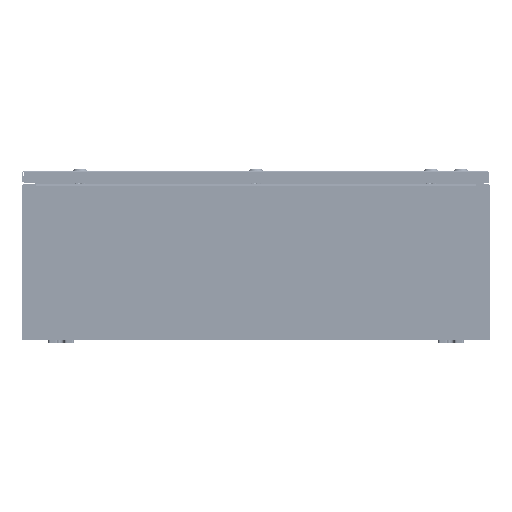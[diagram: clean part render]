
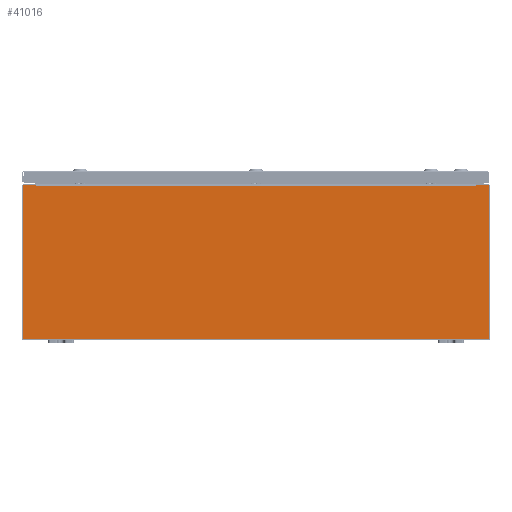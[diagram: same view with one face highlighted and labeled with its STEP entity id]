
A CAD part, front view. The second image highlights one B-rep face of the part: STEP entity #41016.
In plain terms, the highlighted face is planar.
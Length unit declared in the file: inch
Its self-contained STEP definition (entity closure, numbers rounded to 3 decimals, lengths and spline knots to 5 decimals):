
#624 = DIRECTION ( 'NONE',  ( 0., 1., 0. ) ) ;
#737 = VERTEX_POINT ( 'NONE', #47031 ) ;
#1641 = DIRECTION ( 'NONE',  ( 1., 0., 0. ) ) ;
#2054 = CIRCLE ( 'NONE', #35533, 0.01867 ) ;
#2844 = DIRECTION ( 'NONE',  ( 0., 0., -1. ) ) ;
#3303 = AXIS2_PLACEMENT_3D ( 'NONE', #48119, #64251, #32257 ) ;
#3860 = ORIENTED_EDGE ( 'NONE', *, *, #10900, .T. ) ;
#4250 = CARTESIAN_POINT ( 'NONE',  ( -17.9253, 0., 5.9253 ) ) ;
#4797 = ORIENTED_EDGE ( 'NONE', *, *, #33425, .T. ) ;
#8065 = EDGE_LOOP ( 'NONE', ( #11200, #39916, #20580, #4797, #31536, #48570, #22407, #49265, #64201, #36707, #3860, #11412 ) ) ;
#8971 = CARTESIAN_POINT ( 'NONE',  ( -16.8872, 0., 0. ) ) ;
#9550 = EDGE_CURVE ( 'NONE', #39478, #48286, #51627, .T. ) ;
#9555 = CARTESIAN_POINT ( 'NONE',  ( -16.92455, 0., 5.9253 ) ) ;
#10486 = EDGE_CURVE ( 'NONE', #14659, #32218, #26705, .T. ) ;
#10900 = EDGE_CURVE ( 'NONE', #737, #37380, #30845, .T. ) ;
#11200 = ORIENTED_EDGE ( 'NONE', *, *, #32041, .F. ) ;
#11412 = ORIENTED_EDGE ( 'NONE', *, *, #46862, .T. ) ;
#11872 = EDGE_CURVE ( 'NONE', #27725, #25508, #19939, .T. ) ;
#12630 = DIRECTION ( 'NONE',  ( 0., 0., -1. ) ) ;
#14030 = LINE ( 'NONE', #23228, #53339 ) ;
#14626 = VECTOR ( 'NONE', #63119, 39.37008 ) ;
#14659 = VERTEX_POINT ( 'NONE', #53744 ) ;
#14873 = CARTESIAN_POINT ( 'NONE',  ( 17.9253, 0., -5.9253 ) ) ;
#15761 = CARTESIAN_POINT ( 'NONE',  ( -17.9253, 0., 5.9253 ) ) ;
#16665 = LINE ( 'NONE', #32977, #27525 ) ;
#17002 = CARTESIAN_POINT ( 'NONE',  ( 16.8872, 0., 0. ) ) ;
#17750 = LINE ( 'NONE', #45238, #58657 ) ;
#17852 = VERTEX_POINT ( 'NONE', #9555 ) ;
#19242 = CARTESIAN_POINT ( 'NONE',  ( 16.8872, 0., 5.9123 ) ) ;
#19939 = CIRCLE ( 'NONE', #61016, 0.01867 ) ;
#20383 = EDGE_CURVE ( 'NONE', #54244, #27725, #68677, .T. ) ;
#20396 = CARTESIAN_POINT ( 'NONE',  ( 17.9253, 0., 5.9253 ) ) ;
#20580 = ORIENTED_EDGE ( 'NONE', *, *, #10486, .F. ) ;
#22363 = DIRECTION ( 'NONE',  ( 0., 0., 1. ) ) ;
#22407 = ORIENTED_EDGE ( 'NONE', *, *, #20383, .F. ) ;
#22680 = EDGE_CURVE ( 'NONE', #25508, #29761, #28484, .T. ) ;
#23228 = CARTESIAN_POINT ( 'NONE',  ( -16.8872, 0., 5.9123 ) ) ;
#23786 = DIRECTION ( 'NONE',  ( -1., 0., 0. ) ) ;
#24213 = CARTESIAN_POINT ( 'NONE',  ( 16.92455, 0., 0. ) ) ;
#24932 = EDGE_CURVE ( 'NONE', #32218, #37772, #2054, .T. ) ;
#25508 = VERTEX_POINT ( 'NONE', #69242 ) ;
#26705 = LINE ( 'NONE', #8971, #67630 ) ;
#27525 = VECTOR ( 'NONE', #64943, 39.37008 ) ;
#27725 = VERTEX_POINT ( 'NONE', #41126 ) ;
#28407 = CARTESIAN_POINT ( 'NONE',  ( 16.90588, 0., 5.87495 ) ) ;
#28484 = LINE ( 'NONE', #17002, #30137 ) ;
#29761 = VERTEX_POINT ( 'NONE', #19242 ) ;
#30137 = VECTOR ( 'NONE', #22363, 39.37008 ) ;
#30845 = LINE ( 'NONE', #4250, #41676 ) ;
#31536 = ORIENTED_EDGE ( 'NONE', *, *, #22680, .F. ) ;
#32041 = EDGE_CURVE ( 'NONE', #37772, #17852, #16665, .T. ) ;
#32218 = VERTEX_POINT ( 'NONE', #44638 ) ;
#32257 = DIRECTION ( 'NONE',  ( 0., 0., -1. ) ) ;
#32698 = CARTESIAN_POINT ( 'NONE',  ( -16.90587, 0., 5.87495 ) ) ;
#32977 = CARTESIAN_POINT ( 'NONE',  ( -16.92455, 0., 0. ) ) ;
#33425 = EDGE_CURVE ( 'NONE', #14659, #29761, #14030, .T. ) ;
#35533 = AXIS2_PLACEMENT_3D ( 'NONE', #32698, #624, #38062 ) ;
#36485 = CARTESIAN_POINT ( 'NONE',  ( -17.9253, 0., 5.9253 ) ) ;
#36707 = ORIENTED_EDGE ( 'NONE', *, *, #50394, .T. ) ;
#37380 = VERTEX_POINT ( 'NONE', #15761 ) ;
#37772 = VERTEX_POINT ( 'NONE', #55949 ) ;
#37795 = CARTESIAN_POINT ( 'NONE',  ( 17.9253, 0., 5.9253 ) ) ;
#37903 = DIRECTION ( 'NONE',  ( 0., 1., 0. ) ) ;
#38062 = DIRECTION ( 'NONE',  ( 0., 0., -1. ) ) ;
#39478 = VERTEX_POINT ( 'NONE', #37795 ) ;
#39916 = ORIENTED_EDGE ( 'NONE', *, *, #24932, .F. ) ;
#40161 = DIRECTION ( 'NONE',  ( 0., 0., 1. ) ) ;
#41016 = ADVANCED_FACE ( 'NONE', ( #56903 ), #53072, .F. ) ;
#41126 = CARTESIAN_POINT ( 'NONE',  ( 16.92455, 0., 5.87495 ) ) ;
#41676 = VECTOR ( 'NONE', #40161, 39.37008 ) ;
#43880 = LINE ( 'NONE', #62718, #68901 ) ;
#44638 = CARTESIAN_POINT ( 'NONE',  ( -16.8872, 0., 5.87495 ) ) ;
#45238 = CARTESIAN_POINT ( 'NONE',  ( -17.9253, 0., -5.9253 ) ) ;
#46862 = EDGE_CURVE ( 'NONE', #37380, #17852, #57293, .T. ) ;
#47031 = CARTESIAN_POINT ( 'NONE',  ( -17.9253, 0., -5.9253 ) ) ;
#47879 = CARTESIAN_POINT ( 'NONE',  ( 16.92455, 0., 5.9253 ) ) ;
#48119 = CARTESIAN_POINT ( 'NONE',  ( 0., 0., 0. ) ) ;
#48286 = VERTEX_POINT ( 'NONE', #14873 ) ;
#48570 = ORIENTED_EDGE ( 'NONE', *, *, #11872, .F. ) ;
#49265 = ORIENTED_EDGE ( 'NONE', *, *, #66111, .T. ) ;
#50394 = EDGE_CURVE ( 'NONE', #48286, #737, #17750, .T. ) ;
#51627 = LINE ( 'NONE', #20396, #65824 ) ;
#53072 = PLANE ( 'NONE',  #3303 ) ;
#53339 = VECTOR ( 'NONE', #1641, 39.37008 ) ;
#53744 = CARTESIAN_POINT ( 'NONE',  ( -16.8872, 0., 5.9123 ) ) ;
#53880 = DIRECTION ( 'NONE',  ( 0., 0., -1. ) ) ;
#54244 = VERTEX_POINT ( 'NONE', #47879 ) ;
#54582 = VECTOR ( 'NONE', #2844, 39.37008 ) ;
#55949 = CARTESIAN_POINT ( 'NONE',  ( -16.92455, 0., 5.87495 ) ) ;
#56903 = FACE_OUTER_BOUND ( 'NONE', #8065, .T. ) ;
#57293 = LINE ( 'NONE', #36485, #14626 ) ;
#58657 = VECTOR ( 'NONE', #23786, 39.37008 ) ;
#61016 = AXIS2_PLACEMENT_3D ( 'NONE', #28407, #37903, #12630 ) ;
#61805 = DIRECTION ( 'NONE',  ( 0., 0., -1. ) ) ;
#62718 = CARTESIAN_POINT ( 'NONE',  ( -17.9253, 0., 5.9253 ) ) ;
#63119 = DIRECTION ( 'NONE',  ( 1., 0., 0. ) ) ;
#64201 = ORIENTED_EDGE ( 'NONE', *, *, #9550, .T. ) ;
#64251 = DIRECTION ( 'NONE',  ( 0., -1., 0. ) ) ;
#64943 = DIRECTION ( 'NONE',  ( 0., 0., 1. ) ) ;
#65824 = VECTOR ( 'NONE', #61805, 39.37008 ) ;
#66111 = EDGE_CURVE ( 'NONE', #54244, #39478, #43880, .T. ) ;
#67630 = VECTOR ( 'NONE', #53880, 39.37008 ) ;
#68041 = DIRECTION ( 'NONE',  ( 1., 0., 0. ) ) ;
#68677 = LINE ( 'NONE', #24213, #54582 ) ;
#68901 = VECTOR ( 'NONE', #68041, 39.37008 ) ;
#69242 = CARTESIAN_POINT ( 'NONE',  ( 16.8872, 0., 5.87495 ) ) ;
